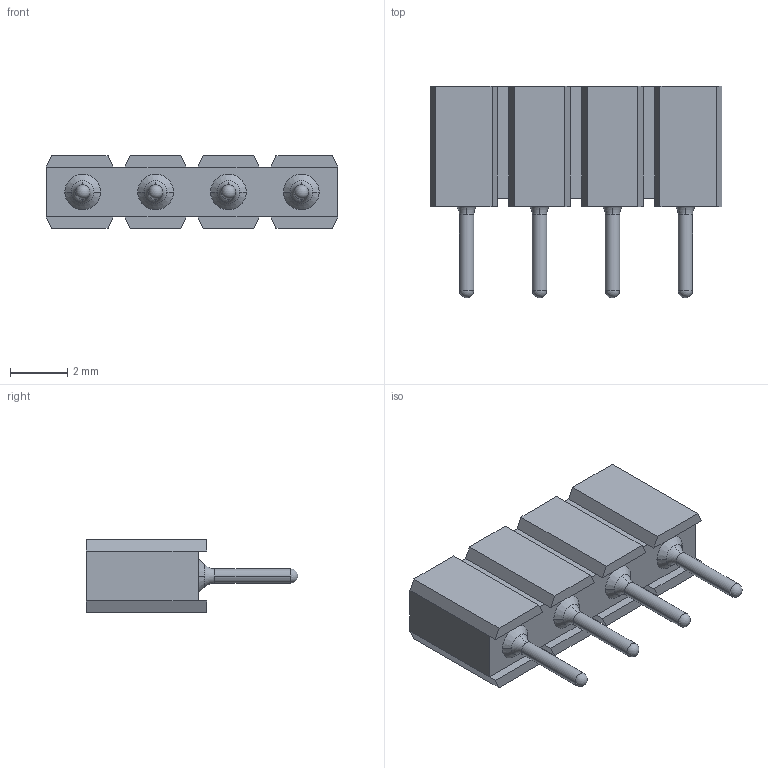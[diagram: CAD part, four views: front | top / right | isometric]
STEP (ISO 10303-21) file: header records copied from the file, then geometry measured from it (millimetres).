
FILE_DESCRIPTION(('STEP AP203'),'1');
FILE_NAME('310-87-104-01-640101.stp','2021-10-12T15:43:12',('TraceParts'),('TraceParts S.A.'),'Spatial InterOp 3D',' ',' ');
FILE_SCHEMA(('CONFIG_CONTROL_DESIGN'));
Length unit declared in the file: millimetre
Products named in the file (1): 1
Bounding box: 10.16 x 7.37 x 2.54 mm (x, y, z)
Volume: 88.5 mm3; surface area: 261.8 mm2
Topology: 1 solids, 1 shells, 166 faces, 400 edges, 236 vertices
Faces by surface type: cone 80, plane 58, cylinder 16, torus 8, sphere 4
Entity records: 4732 total; most frequent: DIRECTION 878, CARTESIAN_POINT 787, ORIENTED_EDGE 768, EDGE_CURVE 384, AXIS2_PLACEMENT_3D 327, VERTEX_POINT 236, LINE 224, VECTOR 224
